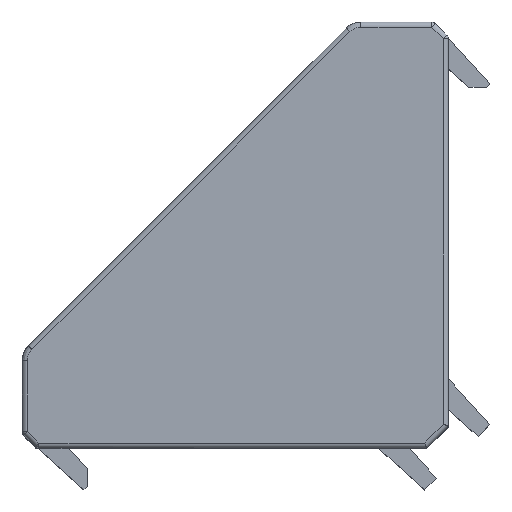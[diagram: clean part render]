
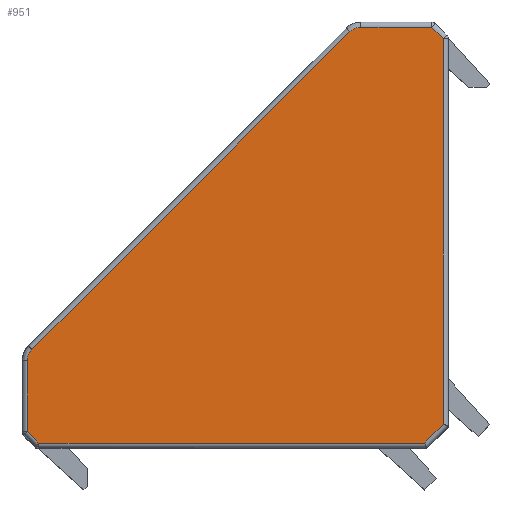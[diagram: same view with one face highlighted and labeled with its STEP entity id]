
A CAD part, top view. The second image highlights one B-rep face of the part: STEP entity #951.
In plain terms, the highlighted planar face has unit normal (0, 0, 1).
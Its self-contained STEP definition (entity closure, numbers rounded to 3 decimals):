
#89 = VECTOR ( 'NONE', #1850, 1000. ) ;
#264 = CARTESIAN_POINT ( 'NONE',  ( -1.621, 40.8, 21. ) ) ;
#360 = VECTOR ( 'NONE', #3723, 1000. ) ;
#600 = DIRECTION ( 'NONE',  ( 0.707, 0.707, 0. ) ) ;
#663 = FACE_OUTER_BOUND ( 'NONE', #7238, .T. ) ;
#707 = CARTESIAN_POINT ( 'NONE',  ( -2.328, 0.5, 21. ) ) ;
#845 = CARTESIAN_POINT ( 'NONE',  ( -40.8, 1.621, 21. ) ) ;
#903 = VERTEX_POINT ( 'NONE', #1881 ) ;
#904 = LINE ( 'NONE', #2035, #89 ) ;
#933 = EDGE_CURVE ( 'NONE', #903, #2547, #6736, .T. ) ;
#951 = ADVANCED_FACE ( 'NONE', ( #663 ), #1750, .T. ) ;
#983 = DIRECTION ( 'NONE',  ( 1., 0., 0. ) ) ;
#1023 = CARTESIAN_POINT ( 'NONE',  ( -39.3, 40.8, 21. ) ) ;
#1043 = EDGE_CURVE ( 'NONE', #5177, #6693, #2291, .T. ) ;
#1062 = VERTEX_POINT ( 'NONE', #1172 ) ;
#1080 = CARTESIAN_POINT ( 'NONE',  ( -40.762, 8.89, 21. ) ) ;
#1133 = VECTOR ( 'NONE', #1922, 1000. ) ;
#1172 = CARTESIAN_POINT ( 'NONE',  ( -40.8, 8.5, 21. ) ) ;
#1235 = CARTESIAN_POINT ( 'NONE',  ( -39.679, 0.5, 21. ) ) ;
#1441 = CARTESIAN_POINT ( 'NONE',  ( -9.561, 40.361, 21. ) ) ;
#1456 = DIRECTION ( 'NONE',  ( 1., 0., 0. ) ) ;
#1464 = CARTESIAN_POINT ( 'NONE',  ( -39.3, 0.5, 21. ) ) ;
#1698 = EDGE_CURVE ( 'NONE', #4302, #5126, #2118, .T. ) ;
#1726 = DIRECTION ( 'NONE',  ( 1., 0., 0. ) ) ;
#1735 = CARTESIAN_POINT ( 'NONE',  ( -40.361, 9.561, 21. ) ) ;
#1742 = DIRECTION ( 'NONE',  ( 0., 0., 1. ) ) ;
#1750 = PLANE ( 'NONE',  #4121 ) ;
#1766 = CARTESIAN_POINT ( 'NONE',  ( -39.3, 8.5, 21. ) ) ;
#1789 = CARTESIAN_POINT ( 'NONE',  ( -9.561, 40.361, 21. ) ) ;
#1792 = CARTESIAN_POINT ( 'NONE',  ( -9.42, 40.501, 21. ) ) ;
#1795 = CARTESIAN_POINT ( 'NONE',  ( -9.258, 40.61, 21. ) ) ;
#1805 = CARTESIAN_POINT ( 'NONE',  ( -8.89, 40.762, 21. ) ) ;
#1824 = CARTESIAN_POINT ( 'NONE',  ( -8.5, 40.8, 21. ) ) ;
#1832 = CARTESIAN_POINT ( 'NONE',  ( -8.699, 40.8, 21. ) ) ;
#1850 = DIRECTION ( 'NONE',  ( 0.707, -0.707, 0. ) ) ;
#1881 = CARTESIAN_POINT ( 'NONE',  ( -8.5, 40.8, 21. ) ) ;
#1922 = DIRECTION ( 'NONE',  ( 0., 1., 0. ) ) ;
#1985 = CARTESIAN_POINT ( 'NONE',  ( -40.8, 8.5, 21. ) ) ;
#2000 = CARTESIAN_POINT ( 'NONE',  ( -0.5, 2.328, 21. ) ) ;
#2003 = LINE ( 'NONE', #1023, #3931 ) ;
#2035 = CARTESIAN_POINT ( 'NONE',  ( -40.8, 1.621, 21. ) ) ;
#2118 = LINE ( 'NONE', #4311, #5940 ) ;
#2238 = VECTOR ( 'NONE', #600, 1000. ) ;
#2245 = ORIENTED_EDGE ( 'NONE', *, *, #3059, .T. ) ;
#2260 = ORIENTED_EDGE ( 'NONE', *, *, #1043, .T. ) ;
#2285 = CARTESIAN_POINT ( 'NONE',  ( -40.501, 9.42, 21. ) ) ;
#2291 = LINE ( 'NONE', #1464, #5030 ) ;
#2297 = ORIENTED_EDGE ( 'NONE', *, *, #6036, .T. ) ;
#2316 = ORIENTED_EDGE ( 'NONE', *, *, #6031, .F. ) ;
#2332 = ORIENTED_EDGE ( 'NONE', *, *, #3567, .T. ) ;
#2350 = ORIENTED_EDGE ( 'NONE', *, *, #3942, .T. ) ;
#2403 = CARTESIAN_POINT ( 'NONE',  ( -0.5, 39.679, 21. ) ) ;
#2455 = ORIENTED_EDGE ( 'NONE', *, *, #933, .T. ) ;
#2479 = ORIENTED_EDGE ( 'NONE', *, *, #6092, .F. ) ;
#2547 = VERTEX_POINT ( 'NONE', #1441 ) ;
#2929 = ORIENTED_EDGE ( 'NONE', *, *, #1698, .T. ) ;
#3059 = EDGE_CURVE ( 'NONE', #6693, #4302, #4689, .T. ) ;
#3567 = EDGE_CURVE ( 'NONE', #6196, #1062, #7099, .T. ) ;
#3569 = ORIENTED_EDGE ( 'NONE', *, *, #5936, .T. ) ;
#3637 = LINE ( 'NONE', #1985, #1133 ) ;
#3723 = DIRECTION ( 'NONE',  ( -0.707, 0.707, 0. ) ) ;
#3731 = CARTESIAN_POINT ( 'NONE',  ( -0.5, 39.679, 21. ) ) ;
#3931 = VECTOR ( 'NONE', #983, 1000. ) ;
#3942 = EDGE_CURVE ( 'NONE', #2547, #6196, #5514, .T. ) ;
#4032 = DIRECTION ( 'NONE',  ( -0.707, -0.707, 0. ) ) ;
#4047 = CARTESIAN_POINT ( 'NONE',  ( -9.561, 40.361, 21. ) ) ;
#4121 = AXIS2_PLACEMENT_3D ( 'NONE', #1766, #1742, #1726 ) ;
#4302 = VERTEX_POINT ( 'NONE', #2000 ) ;
#4311 = CARTESIAN_POINT ( 'NONE',  ( -0.5, 8.5, 21. ) ) ;
#4480 = DIRECTION ( 'NONE',  ( 0., 1., 0. ) ) ;
#4512 = VERTEX_POINT ( 'NONE', #845 ) ;
#4630 = VERTEX_POINT ( 'NONE', #264 ) ;
#4689 = LINE ( 'NONE', #707, #2238 ) ;
#5030 = VECTOR ( 'NONE', #1456, 1000. ) ;
#5126 = VERTEX_POINT ( 'NONE', #2403 ) ;
#5177 = VERTEX_POINT ( 'NONE', #1235 ) ;
#5335 = CARTESIAN_POINT ( 'NONE',  ( -2.328, 0.5, 21. ) ) ;
#5514 = LINE ( 'NONE', #4047, #5567 ) ;
#5567 = VECTOR ( 'NONE', #4032, 1000. ) ;
#5607 = CARTESIAN_POINT ( 'NONE',  ( -40.8, 8.699, 21. ) ) ;
#5705 = CARTESIAN_POINT ( 'NONE',  ( -40.61, 9.258, 21. ) ) ;
#5936 = EDGE_CURVE ( 'NONE', #5126, #4630, #6305, .T. ) ;
#5940 = VECTOR ( 'NONE', #4480, 1000. ) ;
#6031 = EDGE_CURVE ( 'NONE', #4512, #1062, #3637, .T. ) ;
#6036 = EDGE_CURVE ( 'NONE', #4512, #5177, #904, .T. ) ;
#6092 = EDGE_CURVE ( 'NONE', #903, #4630, #2003, .T. ) ;
#6125 = CARTESIAN_POINT ( 'NONE',  ( -40.8, 8.5, 21. ) ) ;
#6196 = VERTEX_POINT ( 'NONE', #6567 ) ;
#6305 = LINE ( 'NONE', #3731, #360 ) ;
#6567 = CARTESIAN_POINT ( 'NONE',  ( -40.361, 9.561, 21. ) ) ;
#6693 = VERTEX_POINT ( 'NONE', #5335 ) ;
#6736 = B_SPLINE_CURVE_WITH_KNOTS ( 'NONE', 3,
 ( #1824, #1832, #1805, #1795, #1792, #1789 ),
 .UNSPECIFIED., .F., .F.,
 ( 4, 2, 4 ),
 ( 0., 0.5, 1. ),
 .UNSPECIFIED. ) ;
#7099 = B_SPLINE_CURVE_WITH_KNOTS ( 'NONE', 3,
 ( #1735, #2285, #5705, #1080, #5607, #6125 ),
 .UNSPECIFIED., .F., .F.,
 ( 4, 2, 4 ),
 ( 0., 0.5, 1. ),
 .UNSPECIFIED. ) ;
#7238 = EDGE_LOOP ( 'NONE', ( #3569, #2479, #2455, #2350, #2332, #2316, #2297, #2260, #2245, #2929 ) ) ;
